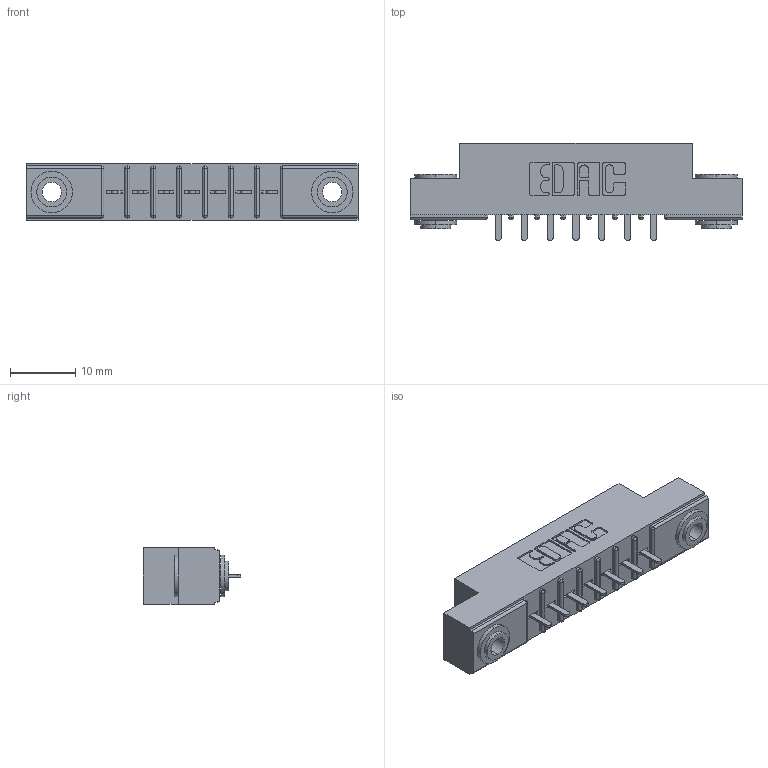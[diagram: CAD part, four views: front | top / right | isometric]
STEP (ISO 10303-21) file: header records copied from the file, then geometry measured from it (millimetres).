
FILE_DESCRIPTION (( 'STEP AP203' ), '1' );
FILE_NAME ('306-007-521-103.STEP', '2019-09-11T18:57:43', ( '' ), ( '' ), 'SwSTEP 2.0', 'SolidWorks 2016', '' );
FILE_SCHEMA (( 'CONFIG_CONTROL_DESIGN' ));
Length unit declared in the file: inch
Products named in the file (4): 306-007-521-103; 345-250-002_345-250-002-102; 306 Part_.156 Dia; 306-290-001_121
Assembly tree (10 placements, depth 2):
  306-007-521-103
    306 Part_.156 Dia
    306-290-001_121  x7
    345-250-002_345-250-002-102  x2
Bounding box: 50.75 x 14.88 x 8.71 mm (x, y, z)
Volume: 3393 mm3; surface area: 4757.2 mm2
Topology: 10 solids, 10 shells, 658 faces, 1807 edges, 1162 vertices
Faces by surface type: plane 421, cylinder 201, sphere 28, cone 8
Entity records: 12083 total; most frequent: CARTESIAN_POINT 2001, DIRECTION 1991, ORIENTED_EDGE 1970, EDGE_CURVE 985, LINE 743, VECTOR 743, VERTEX_POINT 634, AXIS2_PLACEMENT_3D 624
